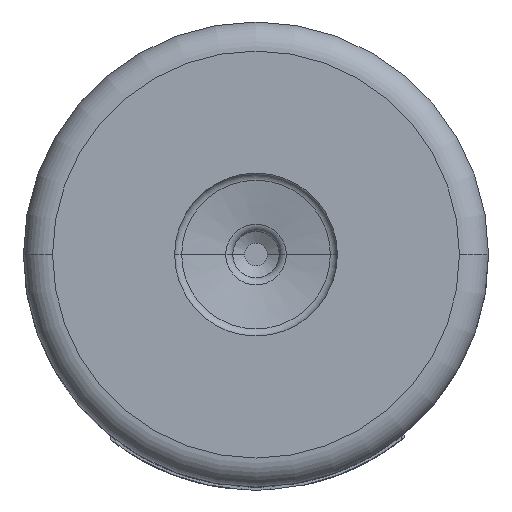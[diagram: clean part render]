
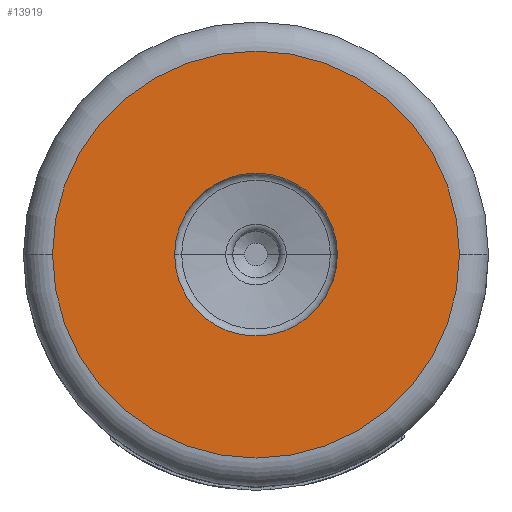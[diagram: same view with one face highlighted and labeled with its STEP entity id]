
A CAD part, front view. The second image highlights one B-rep face of the part: STEP entity #13919.
In plain terms, the highlighted planar face has unit normal (0, -1, 0).
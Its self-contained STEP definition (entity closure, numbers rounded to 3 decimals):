
#1776=CARTESIAN_POINT('',(0.,-4.,0.));
#1777=DIRECTION('',(0.,-1.,0.));
#1778=DIRECTION('',(1.,0.,0.));
#1779=AXIS2_PLACEMENT_3D('',#1776,#1777,#1778);
#1791=CARTESIAN_POINT('',(0.,-4.,0.));
#1792=DIRECTION('',(0.,-1.,0.));
#1793=DIRECTION('',(-1.,0.,0.));
#1794=AXIS2_PLACEMENT_3D('',#1791,#1792,#1793);
#1796=CARTESIAN_POINT('',(0.,-4.,0.));
#1797=DIRECTION('',(0.,-1.,0.));
#1798=DIRECTION('',(1.,0.,0.));
#1799=AXIS2_PLACEMENT_3D('',#1796,#1797,#1798);
#1801=CARTESIAN_POINT('',(0.,-4.,0.));
#1802=DIRECTION('',(0.,-1.,0.));
#1803=DIRECTION('',(-1.,0.,0.));
#1804=AXIS2_PLACEMENT_3D('',#1801,#1802,#1803);
#11767=CARTESIAN_POINT('',(-1.4,-4.,0.));
#11768=CARTESIAN_POINT('',(1.4,-4.,0.));
#11769=VERTEX_POINT('',#11767);
#11770=VERTEX_POINT('',#11768);
#11771=CARTESIAN_POINT('',(3.5,-4.,0.));
#11772=CARTESIAN_POINT('',(-3.5,-4.,0.));
#11773=VERTEX_POINT('',#11771);
#11774=VERTEX_POINT('',#11772);
#13903=CARTESIAN_POINT('',(0.,-4.,0.));
#13904=DIRECTION('',(0.,1.,0.));
#13905=DIRECTION('',(1.,0.,0.));
#13906=AXIS2_PLACEMENT_3D('',#13903,#13904,#13905);
#13907=PLANE('',#13906);
#13908=ORIENTED_EDGE('',*,*,#13893,.F.);
#13910=ORIENTED_EDGE('',*,*,#13909,.F.);
#13911=EDGE_LOOP('',(#13908,#13910));
#13912=FACE_OUTER_BOUND('',#13911,.F.);
#13914=ORIENTED_EDGE('',*,*,#13913,.T.);
#13916=ORIENTED_EDGE('',*,*,#13915,.T.);
#13917=EDGE_LOOP('',(#13914,#13916));
#13918=FACE_BOUND('',#13917,.F.);
#13919=ADVANCED_FACE('',(#13912,#13918),#13907,.F.);
#1780=CIRCLE('',#1779,3.5);
#1795=CIRCLE('',#1794,1.4);
#1800=CIRCLE('',#1799,1.4);
#1805=CIRCLE('',#1804,3.5);
#13893=EDGE_CURVE('',#11773,#11774,#1780,.T.);
#13909=EDGE_CURVE('',#11774,#11773,#1805,.T.);
#13913=EDGE_CURVE('',#11769,#11770,#1795,.T.);
#13915=EDGE_CURVE('',#11770,#11769,#1800,.T.);
